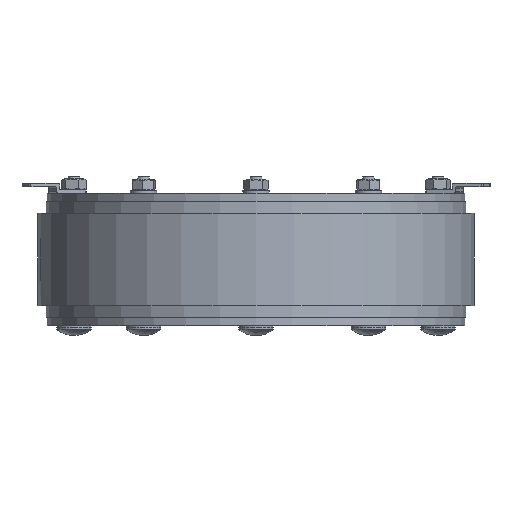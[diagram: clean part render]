
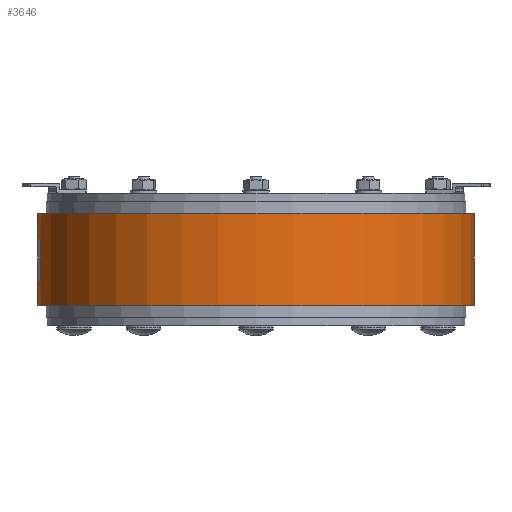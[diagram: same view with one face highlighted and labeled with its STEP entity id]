
A CAD part, front view. The second image highlights one B-rep face of the part: STEP entity #3646.
In plain terms, the highlighted cylindrical face has radius 130 mm (diameter 260 mm), a partial arc.
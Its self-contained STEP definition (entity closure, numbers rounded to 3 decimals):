
#466=CYLINDRICAL_SURFACE('',#5245,130.);
#729=FACE_OUTER_BOUND('',#1075,.T.);
#1075=EDGE_LOOP('',(#3203,#3204,#3205,#3206,#3207,#3208,#3209,#3210,#3211,
#3212,#3213,#3214,#3215,#3216));
#1443=VERTEX_POINT('',#8148);
#1444=VERTEX_POINT('',#8149);
#1447=VERTEX_POINT('',#8157);
#1448=VERTEX_POINT('',#8158);
#1451=VERTEX_POINT('',#8166);
#1452=VERTEX_POINT('',#8167);
#1455=VERTEX_POINT('',#8175);
#1457=VERTEX_POINT('',#8181);
#1467=VERTEX_POINT('',#8225);
#1468=VERTEX_POINT('',#8226);
#1471=VERTEX_POINT('',#8234);
#1473=VERTEX_POINT('',#8240);
#1476=VERTEX_POINT('',#8248);
#1477=VERTEX_POINT('',#8252);
#2005=EDGE_CURVE('',#1443,#1444,#4699,.T.);
#2009=EDGE_CURVE('',#1447,#1448,#4701,.T.);
#2013=EDGE_CURVE('',#1451,#1452,#4703,.T.);
#2017=EDGE_CURVE('',#1452,#1455,#4010,.T.);
#2020=EDGE_CURVE('',#1455,#1457,#4705,.T.);
#2026=EDGE_CURVE('',#1443,#1457,#4017,.T.);
#2036=EDGE_CURVE('',#1451,#1448,#4027,.T.);
#2043=EDGE_CURVE('',#1467,#1468,#4707,.T.);
#2047=EDGE_CURVE('',#1471,#1467,#4036,.T.);
#2050=EDGE_CURVE('',#1473,#1471,#4709,.T.);
#2055=EDGE_CURVE('',#1476,#1444,#4712,.T.);
#2056=EDGE_CURVE('',#1447,#1477,#4713,.T.);
#2060=EDGE_CURVE('',#1477,#1473,#4043,.T.);
#2061=EDGE_CURVE('',#1468,#1476,#4044,.T.);
#3203=ORIENTED_EDGE('',*,*,#2055,.F.);
#3204=ORIENTED_EDGE('',*,*,#2061,.F.);
#3205=ORIENTED_EDGE('',*,*,#2043,.F.);
#3206=ORIENTED_EDGE('',*,*,#2047,.F.);
#3207=ORIENTED_EDGE('',*,*,#2050,.F.);
#3208=ORIENTED_EDGE('',*,*,#2060,.F.);
#3209=ORIENTED_EDGE('',*,*,#2056,.F.);
#3210=ORIENTED_EDGE('',*,*,#2009,.T.);
#3211=ORIENTED_EDGE('',*,*,#2036,.F.);
#3212=ORIENTED_EDGE('',*,*,#2013,.T.);
#3213=ORIENTED_EDGE('',*,*,#2017,.T.);
#3214=ORIENTED_EDGE('',*,*,#2020,.T.);
#3215=ORIENTED_EDGE('',*,*,#2026,.F.);
#3216=ORIENTED_EDGE('',*,*,#2005,.T.);
#3646=ADVANCED_FACE('',(#729),#466,.T.);
#4010=LINE('',#8176,#4376);
#4017=LINE('',#8193,#4383);
#4027=LINE('',#8212,#4393);
#4036=LINE('',#8235,#4402);
#4043=LINE('',#8259,#4409);
#4044=LINE('',#8261,#4410);
#4376=VECTOR('',#6613,25.);
#4383=VECTOR('',#6630,15.);
#4393=VECTOR('',#6650,15.);
#4402=VECTOR('',#6673,25.);
#4409=VECTOR('',#6700,15.);
#4410=VECTOR('',#6703,15.);
#4699=CIRCLE('',#5208,130.);
#4701=CIRCLE('',#5211,130.);
#4703=CIRCLE('',#5214,130.);
#4705=CIRCLE('',#5218,130.);
#4707=CIRCLE('',#5231,130.);
#4709=CIRCLE('',#5235,130.);
#4712=CIRCLE('',#5239,130.);
#4713=CIRCLE('',#5241,130.);
#5208=AXIS2_PLACEMENT_3D('',#8150,#6589,#6590);
#5211=AXIS2_PLACEMENT_3D('',#8159,#6597,#6598);
#5214=AXIS2_PLACEMENT_3D('',#8168,#6605,#6606);
#5218=AXIS2_PLACEMENT_3D('',#8182,#6618,#6619);
#5231=AXIS2_PLACEMENT_3D('',#8227,#6665,#6666);
#5235=AXIS2_PLACEMENT_3D('',#8241,#6678,#6679);
#5239=AXIS2_PLACEMENT_3D('',#8250,#6688,#6689);
#5241=AXIS2_PLACEMENT_3D('',#8253,#6692,#6693);
#5245=AXIS2_PLACEMENT_3D('',#8263,#6705,#6706);
#6589=DIRECTION('center_axis',(0.,1.,0.));
#6590=DIRECTION('ref_axis',(0.,0.,1.));
#6597=DIRECTION('center_axis',(0.,-1.,0.));
#6598=DIRECTION('ref_axis',(0.,0.,1.));
#6605=DIRECTION('center_axis',(0.,1.,0.));
#6606=DIRECTION('ref_axis',(0.,0.,1.));
#6613=DIRECTION('',(0.,-1.,0.));
#6618=DIRECTION('center_axis',(0.,-1.,0.));
#6619=DIRECTION('ref_axis',(0.,0.,1.));
#6630=DIRECTION('',(0.,1.,0.));
#6650=DIRECTION('',(0.,1.,0.));
#6665=DIRECTION('center_axis',(0.,-1.,0.));
#6666=DIRECTION('ref_axis',(-0.159,0.,-0.987));
#6673=DIRECTION('',(0.,-1.,0.));
#6678=DIRECTION('center_axis',(0.,1.,0.));
#6679=DIRECTION('ref_axis',(0.,0.,-1.));
#6688=DIRECTION('center_axis',(0.,-1.,0.));
#6689=DIRECTION('ref_axis',(0.,0.,-1.));
#6692=DIRECTION('center_axis',(0.,1.,0.));
#6693=DIRECTION('ref_axis',(0.,0.,-1.));
#6700=DIRECTION('',(0.,-1.,0.));
#6703=DIRECTION('',(0.,-1.,0.));
#6705=DIRECTION('center_axis',(0.,1.,0.));
#6706=DIRECTION('ref_axis',(0.,0.,-1.));
#8148=CARTESIAN_POINT('',(-200.269,-27.5,5.));
#8149=CARTESIAN_POINT('',(-200.269,-27.5,-255.));
#8150=CARTESIAN_POINT('Origin',(-200.269,-27.5,-125.));
#8157=CARTESIAN_POINT('',(-200.269,27.5,-255.));
#8158=CARTESIAN_POINT('',(-200.269,27.5,5.));
#8159=CARTESIAN_POINT('Origin',(-200.269,27.5,-125.));
#8166=CARTESIAN_POINT('',(-200.269,12.5,5.));
#8167=CARTESIAN_POINT('',(-179.967,12.5,3.405));
#8168=CARTESIAN_POINT('Origin',(-200.269,12.5,-125.));
#8175=CARTESIAN_POINT('',(-179.967,-12.5,3.405));
#8176=CARTESIAN_POINT('',(-179.967,0.,3.405));
#8181=CARTESIAN_POINT('',(-200.269,-12.5,5.));
#8182=CARTESIAN_POINT('Origin',(-200.269,-12.5,-125.));
#8193=CARTESIAN_POINT('',(-200.269,-13.75,5.));
#8212=CARTESIAN_POINT('',(-200.269,6.25,5.));
#8225=CARTESIAN_POINT('',(-220.988,-12.5,-253.338));
#8226=CARTESIAN_POINT('',(-200.277,-12.5,-255.));
#8227=CARTESIAN_POINT('Origin',(-200.269,-12.5,-125.));
#8234=CARTESIAN_POINT('',(-220.988,12.5,-253.338));
#8235=CARTESIAN_POINT('',(-220.988,-12.5,-253.338));
#8240=CARTESIAN_POINT('',(-200.277,12.5,-255.));
#8241=CARTESIAN_POINT('Origin',(-200.269,12.5,-125.));
#8248=CARTESIAN_POINT('',(-200.277,-27.5,-255.));
#8250=CARTESIAN_POINT('Origin',(-200.269,-27.5,-125.));
#8252=CARTESIAN_POINT('',(-200.277,27.5,-255.));
#8253=CARTESIAN_POINT('Origin',(-200.269,27.5,-125.));
#8259=CARTESIAN_POINT('',(-200.277,-27.5,-255.));
#8261=CARTESIAN_POINT('',(-200.277,-27.5,-255.));
#8263=CARTESIAN_POINT('Origin',(-200.269,0.,
-125.));
